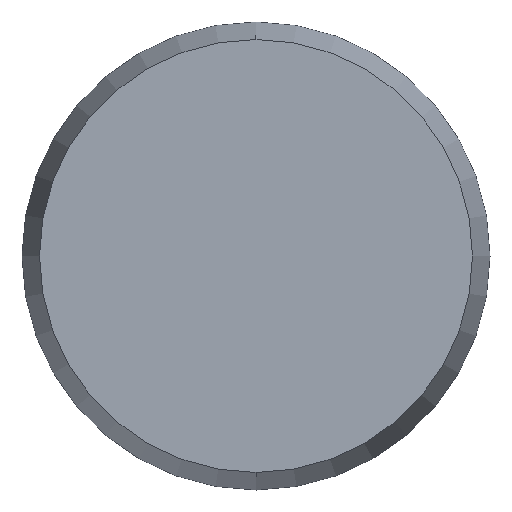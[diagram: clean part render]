
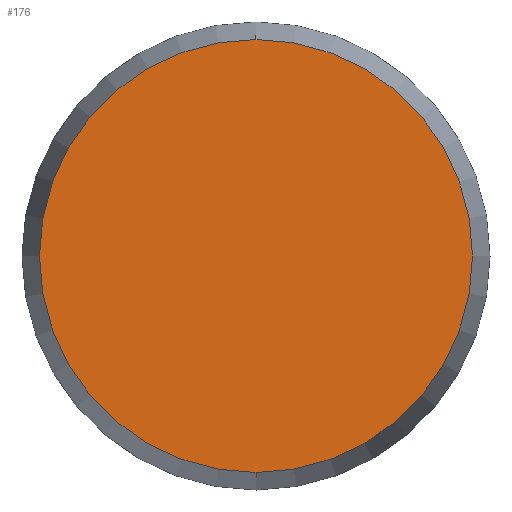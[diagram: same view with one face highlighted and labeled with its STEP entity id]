
A CAD part, left-side view. The second image highlights one B-rep face of the part: STEP entity #176.
In plain terms, the highlighted planar face has unit normal (-1, 0, 0).
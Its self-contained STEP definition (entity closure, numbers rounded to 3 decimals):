
#2 = VERTEX_POINT ( 'NONE', #243 ) ;
#13 = EDGE_CURVE ( 'NONE', #241, #2, #211, .T. ) ;
#17 = EDGE_CURVE ( 'NONE', #2, #241, #132, .T. ) ;
#24 = DIRECTION ( 'NONE',  ( 0., 0., 1. ) ) ;
#38 = AXIS2_PLACEMENT_3D ( 'NONE', #48, #206, #248 ) ;
#48 = CARTESIAN_POINT ( 'NONE',  ( -16., 39.785, 0. ) ) ;
#66 = DIRECTION ( 'NONE',  ( 0., 0., 1. ) ) ;
#75 = AXIS2_PLACEMENT_3D ( 'NONE', #98, #249, #66 ) ;
#83 = ORIENTED_EDGE ( 'NONE', *, *, #13, .T. ) ;
#98 = CARTESIAN_POINT ( 'NONE',  ( -16., 0., 0. ) ) ;
#105 = FACE_OUTER_BOUND ( 'NONE', #221, .T. ) ;
#122 = CARTESIAN_POINT ( 'NONE',  ( -16., 0., 0. ) ) ;
#132 = CIRCLE ( 'NONE', #75, 39.785 ) ;
#152 = PLANE ( 'NONE',  #38 ) ;
#167 = CARTESIAN_POINT ( 'NONE',  ( -16., 0., -39.785 ) ) ;
#175 = AXIS2_PLACEMENT_3D ( 'NONE', #122, #200, #24 ) ;
#176 = ADVANCED_FACE ( 'NONE', ( #105 ), #152, .F. ) ;
#177 = ORIENTED_EDGE ( 'NONE', *, *, #17, .T. ) ;
#200 = DIRECTION ( 'NONE',  ( -1., 0., 0. ) ) ;
#206 = DIRECTION ( 'NONE',  ( 1., 0., 0. ) ) ;
#211 = CIRCLE ( 'NONE', #175, 39.785 ) ;
#221 = EDGE_LOOP ( 'NONE', ( #83, #177 ) ) ;
#241 = VERTEX_POINT ( 'NONE', #167 ) ;
#243 = CARTESIAN_POINT ( 'NONE',  ( -16., 0., 39.785 ) ) ;
#248 = DIRECTION ( 'NONE',  ( 0., 0., -1. ) ) ;
#249 = DIRECTION ( 'NONE',  ( -1., 0., 0. ) ) ;
